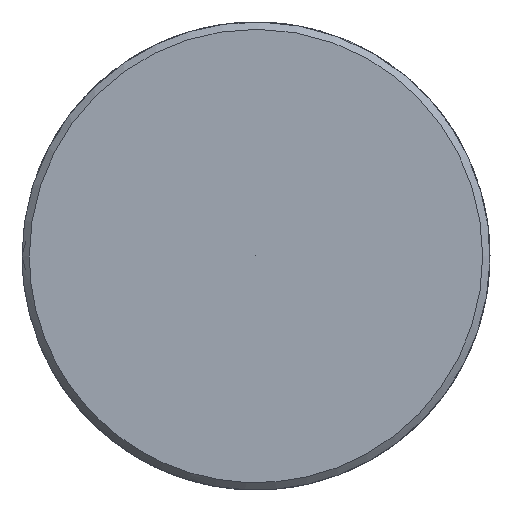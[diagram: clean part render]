
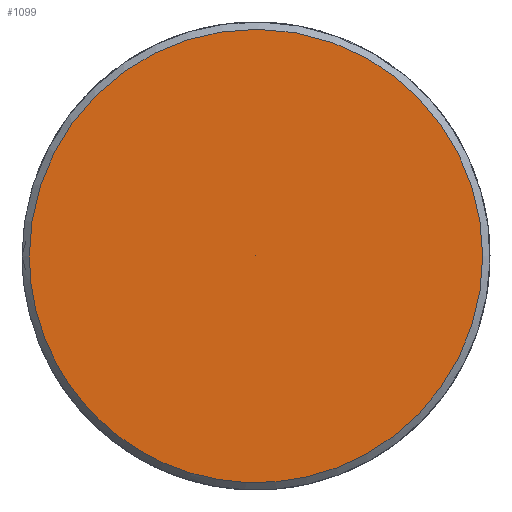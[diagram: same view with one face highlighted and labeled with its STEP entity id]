
A CAD part, left-side view. The second image highlights one B-rep face of the part: STEP entity #1099.
In plain terms, the highlighted free-form (B-spline) face has degree [5, 1] with [6, 2] control points.
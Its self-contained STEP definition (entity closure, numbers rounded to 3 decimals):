
#1019 = CARTESIAN_POINT ('', (-150., 7.75, 0.));
#1020 = VERTEX_POINT ('', #1019);
#1038 = CARTESIAN_POINT ('', (-150., 7.75, 0.));
#1039 = CARTESIAN_POINT ('', (-150., 7.75, 31.));
#1040 = CARTESIAN_POINT ('', (-150., -23.25, 15.5));
#1041 = CARTESIAN_POINT ('', (-150., -23.25, -15.5));
#1042 = CARTESIAN_POINT ('', (-150., 7.75, -31.));
#1043 = CARTESIAN_POINT ('', (-150., 7.75, 0.));
#1044 = (
   BOUNDED_CURVE ()
   B_SPLINE_CURVE (5, (#1038, #1039, #1040, #1041, #1042, #1043), .UNSPECIFIED., .T., .U.)
   B_SPLINE_CURVE_WITH_KNOTS ((6, 6), (0., 1.), .UNSPECIFIED.)
   CURVE ()
   GEOMETRIC_REPRESENTATION_ITEM ()
   RATIONAL_B_SPLINE_CURVE ((5., 1., 1., 1., 1., 5.))
   REPRESENTATION_ITEM ('')
);
#1045 = EDGE_CURVE ('', #1020, #1020, #1044, .T.);
#1075 = CARTESIAN_POINT ('', (-150., 0., 0.));
#1076 = VERTEX_POINT ('', #1075);
#1077 = CARTESIAN_POINT ('', (-150., 7.75, 0.));
#1078 = CARTESIAN_POINT ('', (-150., 0., 0.));
#1079 = B_SPLINE_CURVE_WITH_KNOTS ('', 1, (#1077, #1078), .UNSPECIFIED., .F., .U., (2, 2), (0., 1.), .UNSPECIFIED.);
#1080 = EDGE_CURVE ('', #1020, #1076, #1079, .T.);
#1081 = ORIENTED_EDGE ('', *, *, #1080, .F.);
#1082 = ORIENTED_EDGE ('', *, *, #1045, .T.);
#1083 = ORIENTED_EDGE ('', *, *, #1080, .T.);
#1084 = EDGE_LOOP ('', (#1081, #1082, #1083));
#1085 = FACE_OUTER_BOUND ('', #1084, .F.);
#1086 = CARTESIAN_POINT ('', (-150., 7.75, 0.));
#1087 = CARTESIAN_POINT ('', (-150., 0., 0.));
#1088 = CARTESIAN_POINT ('', (-150., 7.75, 31.));
#1089 = CARTESIAN_POINT ('', (-150., 0., 0.));
#1090 = CARTESIAN_POINT ('', (-150., -23.25, 15.5));
#1091 = CARTESIAN_POINT ('', (-150., 0., 0.));
#1092 = CARTESIAN_POINT ('', (-150., -23.25, -15.5));
#1093 = CARTESIAN_POINT ('', (-150., 0., 0.));
#1094 = CARTESIAN_POINT ('', (-150., 7.75, -31.));
#1095 = CARTESIAN_POINT ('', (-150., 0., 0.));
#1096 = CARTESIAN_POINT ('', (-150., 7.75, 0.));
#1097 = CARTESIAN_POINT ('', (-150., 0., 0.));
#1098 = (
   BOUNDED_SURFACE ()
   B_SPLINE_SURFACE (5, 1, ((#1086, #1087), (#1088, #1089), (#1090, #1091), (#1092, #1093), (#1094, #1095), (#1096, #1097)), .UNSPECIFIED., .T., .F., .U.)
   B_SPLINE_SURFACE_WITH_KNOTS ((6, 6), (2, 2), (0., 1.), (0., 1.), .UNSPECIFIED.)
   SURFACE ()
   GEOMETRIC_REPRESENTATION_ITEM ()
   RATIONAL_B_SPLINE_SURFACE (((5., 5.), (1., 1.), (1., 1.), (1., 1.), (1., 1.), (5., 5.)))
   REPRESENTATION_ITEM ('')
);
#1099 = ADVANCED_FACE ('', (#1085), #1098, .F.);
